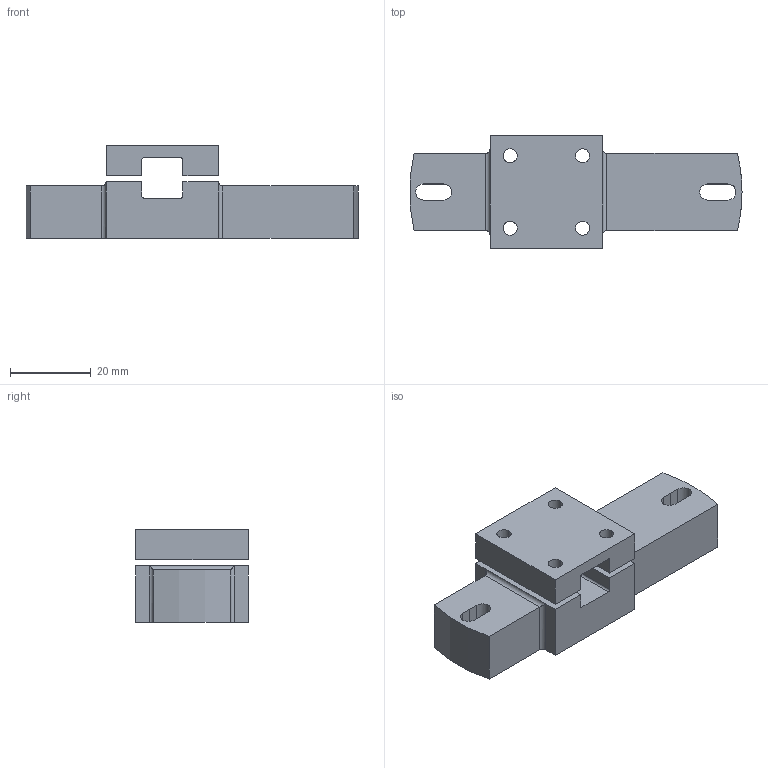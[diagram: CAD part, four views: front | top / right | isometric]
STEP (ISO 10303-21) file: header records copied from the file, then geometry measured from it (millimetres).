
FILE_DESCRIPTION((''),'2;1');
FILE_NAME('Link03.stp','2018-09-05T06:37:04+00:00',('none'),('none'),'','','none');
FILE_SCHEMA(('CONFIG_CONTROL_DESIGN'));
Length unit declared in the file: millimetre
Products named in the file (1): Link03
Assembly tree (2 placements, depth 2):
  Link03
    #58
    #2397
Bounding box: 82.47 x 28 x 23 mm (x, y, z)
Volume: 25927 mm3; surface area: 10605.2 mm2
Topology: 2 solids, 2 shells, 97 faces, 259 edges, 170 vertices
Faces by surface type: plane 64, cylinder 33
Entity records: 3052 total; most frequent: CARTESIAN_POINT 684, ORIENTED_EDGE 518, DIRECTION 373, EDGE_CURVE 259, VECTOR 189, LINE 189, VERTEX_POINT 170, EDGE_LOOP 121
